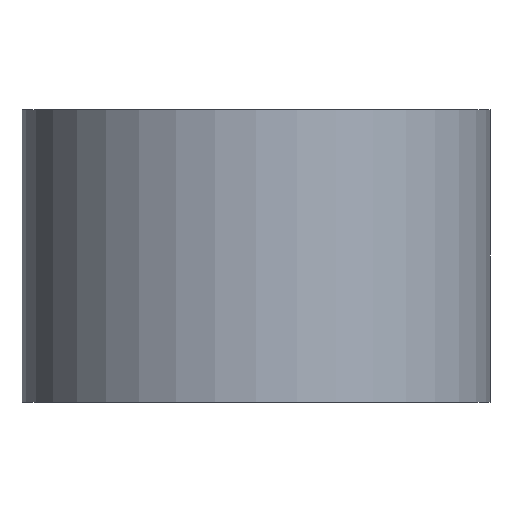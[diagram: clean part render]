
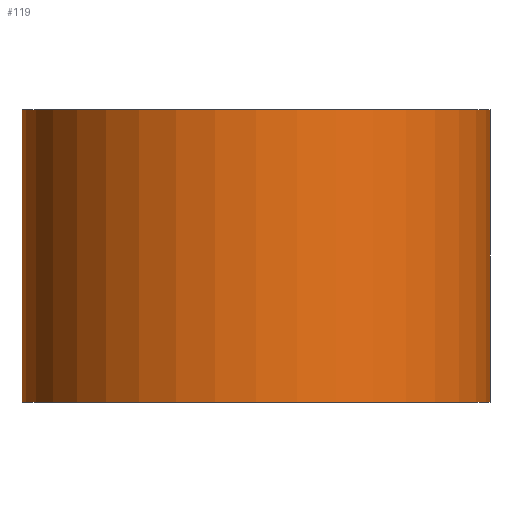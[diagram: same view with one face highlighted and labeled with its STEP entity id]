
A CAD part, front view. The second image highlights one B-rep face of the part: STEP entity #119.
In plain terms, the highlighted cylindrical face has radius 40 mm (diameter 80 mm), a partial arc.
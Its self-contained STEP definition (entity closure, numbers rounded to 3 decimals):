
#63=CARTESIAN_POINT('Axis2P3D Location',(0.,0.,25.)) ;
#68=CARTESIAN_POINT('Line Origine',(40.,0.,25.)) ;
#72=CARTESIAN_POINT('Vertex',(40.,0.,0.)) ;
#74=CARTESIAN_POINT('Vertex',(40.,0.,50.)) ;
#81=CARTESIAN_POINT('Vertex',(-40.,0.,0.)) ;
#84=CARTESIAN_POINT('Line Origine',(-40.,0.,25.)) ;
#88=CARTESIAN_POINT('Vertex',(-40.,0.,50.)) ;
#103=CARTESIAN_POINT('Axis2P3D Location',(0.,0.,0.)) ;
#108=CARTESIAN_POINT('Axis2P3D Location',(0.,0.,50.)) ;
#64=DIRECTION('Axis2P3D Direction',(0.,0.,1.)) ;
#65=DIRECTION('Axis2P3D XDirection',(1.,0.,0.)) ;
#69=DIRECTION('Vector Direction',(0.,0.,1.)) ;
#85=DIRECTION('Vector Direction',(0.,0.,1.)) ;
#104=DIRECTION('Axis2P3D Direction',(0.,0.,1.)) ;
#109=DIRECTION('Axis2P3D Direction',(0.,0.,1.)) ;
#66=AXIS2_PLACEMENT_3D('Cylinder Axis2P3D',#63,#64,#65) ;
#105=AXIS2_PLACEMENT_3D('Circle Axis2P3D',#103,#104,$) ;
#110=AXIS2_PLACEMENT_3D('Circle Axis2P3D',#108,#109,$) ;
#114=ORIENTED_EDGE('',*,*,#90,.F.) ;
#115=ORIENTED_EDGE('',*,*,#107,.T.) ;
#116=ORIENTED_EDGE('',*,*,#76,.T.) ;
#117=ORIENTED_EDGE('',*,*,#112,.F.) ;
#70=VECTOR('Line Direction',#69,1.) ;
#86=VECTOR('Line Direction',#85,1.) ;
#119=ADVANCED_FACE('PartBody',(#118),#67,.T.) ;
#106=CIRCLE('generated circle',#105,40.) ;
#111=CIRCLE('generated circle',#110,40.) ;
#67=CYLINDRICAL_SURFACE('generated cylinder',#66,40.) ;
#76=EDGE_CURVE('',#73,#75,#71,.T.) ;
#90=EDGE_CURVE('',#82,#89,#87,.T.) ;
#107=EDGE_CURVE('',#82,#73,#106,.T.) ;
#112=EDGE_CURVE('',#89,#75,#111,.T.) ;
#113=EDGE_LOOP('',(#114,#115,#116,#117)) ;
#118=FACE_OUTER_BOUND('',#113,.T.) ;
#71=LINE('Line',#68,#70) ;
#87=LINE('Line',#84,#86) ;
#73=VERTEX_POINT('',#72) ;
#75=VERTEX_POINT('',#74) ;
#82=VERTEX_POINT('',#81) ;
#89=VERTEX_POINT('',#88) ;
